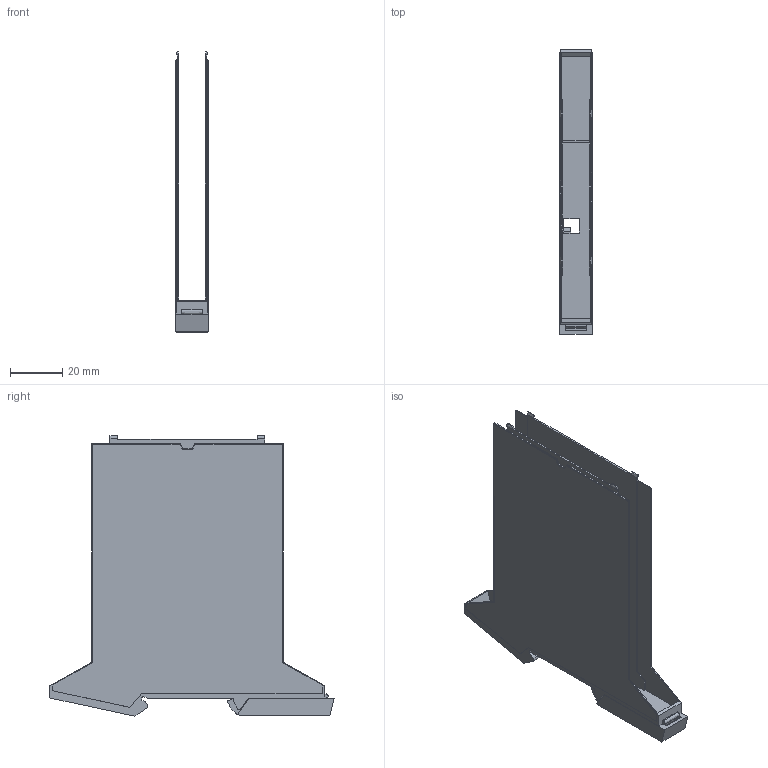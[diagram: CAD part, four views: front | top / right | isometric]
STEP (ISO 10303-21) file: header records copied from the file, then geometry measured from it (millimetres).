
FILE_DESCRIPTION(('CATIA V5R24 STEP','CAx-IF Rec.Pracs.--- Model Styling and Organization---1.2---2011-12-15'),'2;1');
FILE_NAME ('12638179_2_1176990000_S3D_CH20M12_B_FE_BK_OR.stp','2018-03-02T08:54:46+00:00',('none'),('Weidmueller'),'CATIA Version 5-6 Release 2014 SP4','CATIA V5 STEP AP214','none');
FILE_SCHEMA(('AUTOMOTIVE_DESIGN { 1 0 10303 214 1 1 1 1 }'));
Length unit declared in the file: millimetre
Products named in the file (1): 1176990000
Bounding box: 12.5 x 109.3 x 107.82 mm (x, y, z)
Volume: 22989.6 mm3; surface area: 35796.7 mm2
Topology: 2 solids, 2 shells, 167 faces, 569 edges, 409 vertices
Faces by surface type: plane 144, cylinder 13, extrusion 10
Entity records: 6405 total; most frequent: CARTESIAN_POINT 1364, ORIENTED_EDGE 1138, DIRECTION 806, EDGE_CURVE 569, VECTOR 496, LINE 486, VERTEX_POINT 409, AXIS2_PLACEMENT_3D 175
